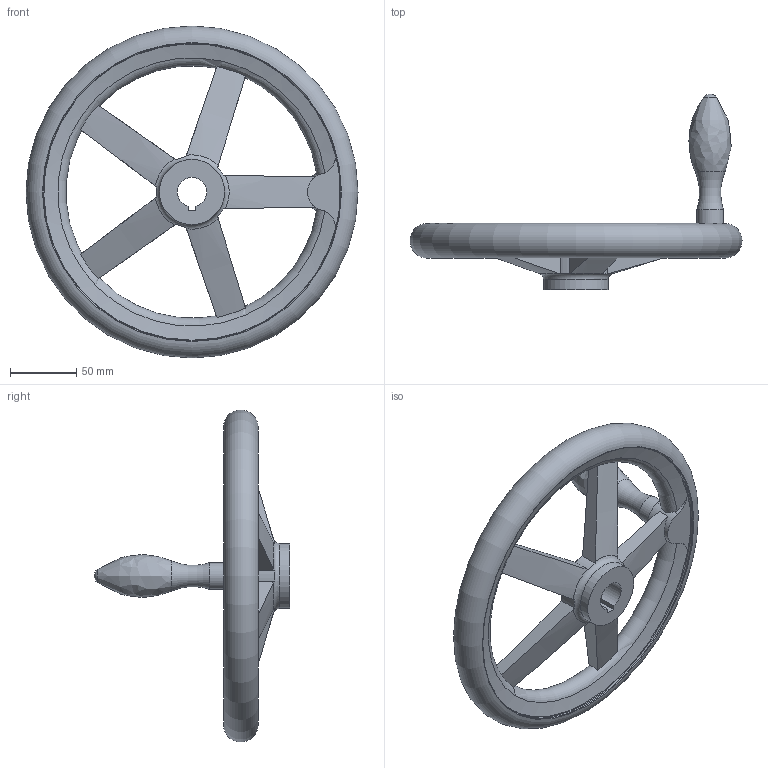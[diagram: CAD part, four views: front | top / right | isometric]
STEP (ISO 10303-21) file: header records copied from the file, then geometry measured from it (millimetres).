
FILE_DESCRIPTION( ( 'STEP AP214' ), '1' );
FILE_NAME( 'K0160.5250X22.stp', '2020-11-26T10:12:12', ( '' ), ( '' ), ' ', 'PARTsolutions', ' ' );
FILE_SCHEMA( ( 'AUTOMOTIVE_DESIGN { 1 0 10303 214 1 1 1 1 }' ) );
Length unit declared in the file: millimetre
Products named in the file (1): _K0160.5250X22
Bounding box: 250 x 147.5 x 250 mm (x, y, z)
Volume: 561121.7 mm3; surface area: 102055.6 mm2
Topology: 1 solids, 1 shells, 58 faces, 173 edges, 112 vertices
Faces by surface type: cylinder 18, plane 17, torus 13, cone 8, bspline 1, sphere 1
Full cylindrical faces by diameter (mm): 20 x1, 49 x2, 224 x2
Entity records: 2827 total; most frequent: CARTESIAN_POINT 945, ORIENTED_EDGE 300, DIRECTION 264, EDGE_CURVE 150, AXIS2_PLACEMENT_3D 118, VERTEX_POINT 107, EDGE_LOOP 81, FACE_OUTER_BOUND 72
